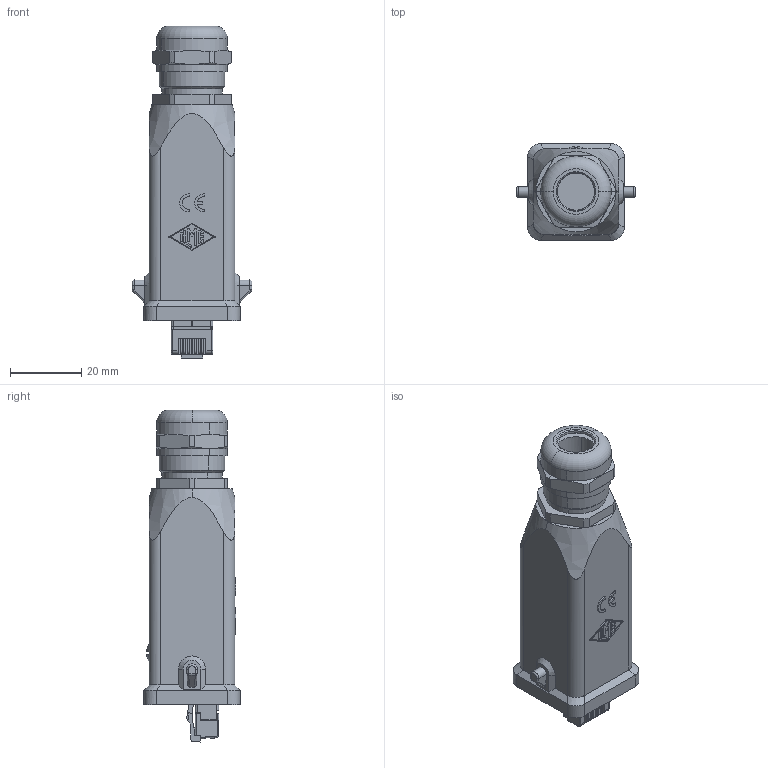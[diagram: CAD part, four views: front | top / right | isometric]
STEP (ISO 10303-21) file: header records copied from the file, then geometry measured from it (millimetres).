
FILE_DESCRIPTION(('Creo Elements/Direct Modeling STEP Export'),'2;1');
FILE_NAME('223mij861pmo9918172','2024-03-19T13:33:10',(''),(''),'Creo Elements/Direct Modeling STEP processor for AP214 (Solid Model)','Creo Elements/Direct Modeling 20.5B 27-May-2023 (C) Parametric Technology GmbH','');
FILE_SCHEMA(('AUTOMOTIVE_DESIGN { 1 0 10303 214 1 1 1 1 }'));
Length unit declared in the file: millimetre
Products named in the file (2): CJZA_4_V; CJZA_4V.stp
Assembly tree (1 placements, depth 2):
  CJZA_4V.stp
    CJZA_4_V
Bounding box: 33.5 x 27 x 93.08 mm (x, y, z)
Volume: 22470.3 mm3; surface area: 18084.7 mm2
Topology: 1 solids, 7 shells, 888 faces, 2540 edges, 1653 vertices
Faces by surface type: plane 563, cylinder 203, cone 86, torus 22, bspline 8, sphere 6
Entity records: 31446 total; most frequent: CARTESIAN_POINT 6776, ORIENTED_EDGE 5106, DIRECTION 4380, EDGE_CURVE 2536, VECTOR 1704, LINE 1704, VERTEX_POINT 1653, AXIS2_PLACEMENT_3D 1338
